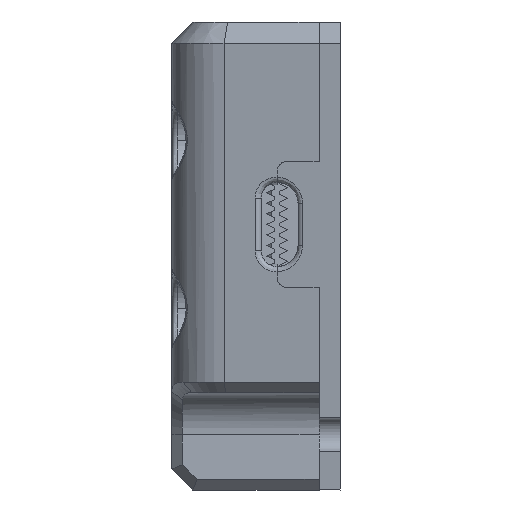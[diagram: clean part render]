
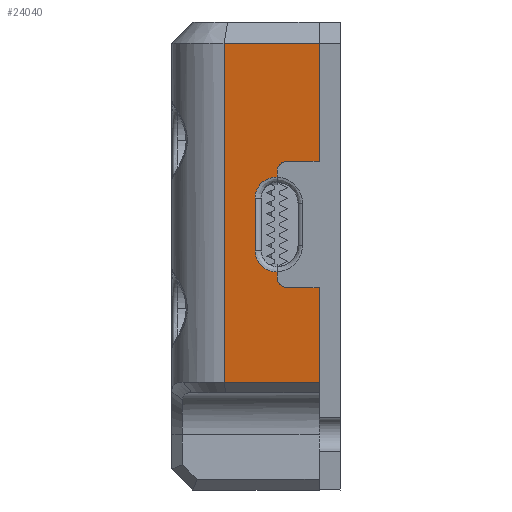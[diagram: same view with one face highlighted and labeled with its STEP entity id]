
A CAD part, left-side view. The second image highlights one B-rep face of the part: STEP entity #24040.
In plain terms, the highlighted planar face has unit normal (-0.985, 0.174, 0).
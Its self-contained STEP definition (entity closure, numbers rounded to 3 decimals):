
#20552=CARTESIAN_POINT('',(-75.118,5.,-3.));
#20553=CARTESIAN_POINT('',(-75.06,5.331,-3.));
#20554=CARTESIAN_POINT('',(-74.987,5.746,
-2.749));
#20555=CARTESIAN_POINT('',(-74.942,6.,-2.336));
#20556=CARTESIAN_POINT('',(-74.942,6.,-2.));
#20606=CARTESIAN_POINT('',(-74.942,6.,
-1.498));
#20623=CARTESIAN_POINT('',(-74.942,6.,8.));
#20624=CARTESIAN_POINT('',(-74.942,6.,8.336));
#20625=CARTESIAN_POINT('',(-74.987,5.746,
8.749));
#20626=CARTESIAN_POINT('',(-75.06,5.331,9.));
#20627=CARTESIAN_POINT('',(-75.118,5.,9.));
#20641=DIRECTION('',(0.,0.,-1.));
#20642=VECTOR('',#20641,0.502);
#20643=CARTESIAN_POINT('',(-74.942,6.,
-1.498));
#20644=LINE('',#20643,#20642);
#20648=DIRECTION('',(0.174,0.985,0.));
#20649=VECTOR('',#20648,3.046);
#20650=CARTESIAN_POINT('',(-75.647,2.,-3.));
#20651=LINE('',#20650,#20649);
#20655=DIRECTION('',(0.,0.,1.));
#20656=VECTOR('',#20655,9.);
#20657=CARTESIAN_POINT('',(-75.647,2.,-12.));
#20658=LINE('',#20657,#20656);
#20662=DIRECTION('',(0.174,0.985,0.));
#20663=VECTOR('',#20662,9.181);
#20664=CARTESIAN_POINT('',(-75.647,2.,-12.));
#20665=LINE('',#20664,#20663);
#20669=DIRECTION('',(-0.174,-0.985,
0.));
#20670=VECTOR('',#20669,9.181);
#20671=CARTESIAN_POINT('',(-74.053,11.042,
20.25));
#20672=LINE('',#20671,#20670);
#20676=DIRECTION('',(0.,0.,1.));
#20677=VECTOR('',#20676,11.25);
#20678=CARTESIAN_POINT('',(-75.647,2.,9.));
#20679=LINE('',#20678,#20677);
#20683=DIRECTION('',(0.174,0.985,0.));
#20684=VECTOR('',#20683,3.046);
#20685=CARTESIAN_POINT('',(-75.647,2.,9.));
#20686=LINE('',#20685,#20684);
#20690=DIRECTION('',(0.,0.,-1.));
#20691=VECTOR('',#20690,0.502);
#20692=CARTESIAN_POINT('',(-74.942,6.,8.));
#20693=LINE('',#20692,#20691);
#20697=CARTESIAN_POINT('',(-74.942,6.,
7.498));
#20698=CARTESIAN_POINT('',(-74.918,6.136,
7.504));
#20699=CARTESIAN_POINT('',(-74.871,6.402,
7.488));
#20700=CARTESIAN_POINT('',(-74.802,6.792,
7.386));
#20701=CARTESIAN_POINT('',(-74.739,7.151,
7.209));
#20702=CARTESIAN_POINT('',(-74.684,7.466,
6.966));
#20703=CARTESIAN_POINT('',(-74.638,7.726,
6.668));
#20704=CARTESIAN_POINT('',(-74.602,7.928,
6.318));
#20705=CARTESIAN_POINT('',(-74.579,8.058,
5.916));
#20706=CARTESIAN_POINT('',(-74.574,8.087,
5.641));
#20707=CARTESIAN_POINT('',(-74.574,8.087,
5.5));
#20712=DIRECTION('',(0.,0.,-1.));
#20713=VECTOR('',#20712,5.);
#20714=CARTESIAN_POINT('',(-74.574,8.087,
5.5));
#20715=LINE('',#20714,#20713);
#20719=CARTESIAN_POINT('',(-74.574,8.087,
0.5));
#20720=CARTESIAN_POINT('',(-74.574,8.087,
0.364));
#20721=CARTESIAN_POINT('',(-74.579,8.059,
0.098));
#20722=CARTESIAN_POINT('',(-74.6,7.941,
-0.285));
#20723=CARTESIAN_POINT('',(-74.634,7.747,
-0.639));
#20724=CARTESIAN_POINT('',(-74.68,7.486,
-0.948));
#20725=CARTESIAN_POINT('',(-74.736,7.167,
-1.199));
#20726=CARTESIAN_POINT('',(-74.8,6.805,
-1.381));
#20727=CARTESIAN_POINT('',(-74.869,6.412,
-1.487));
#20728=CARTESIAN_POINT('',(-74.917,6.14,
-1.504));
#20729=CARTESIAN_POINT('',(-74.942,6.,
-1.498));
#20957=DIRECTION('',(0.,0.,1.));
#20958=VECTOR('',#20957,32.25);
#20959=CARTESIAN_POINT('',(-74.053,11.042,
-12.));
#20960=LINE('',#20959,#20958);
#21862=CARTESIAN_POINT('',(-75.647,2.,9.));
#21864=VERTEX_POINT('',#21862);
#21866=CARTESIAN_POINT('',(-75.647,2.,-3.));
#21868=VERTEX_POINT('',#21866);
#21870=CARTESIAN_POINT('',(-74.942,6.,8.));
#21872=VERTEX_POINT('',#21870);
#21874=CARTESIAN_POINT('',(-75.118,5.,9.));
#21876=VERTEX_POINT('',#21874);
#21879=CARTESIAN_POINT('',(-74.942,6.,-2.));
#21881=VERTEX_POINT('',#21879);
#21883=CARTESIAN_POINT('',(-75.118,5.,-3.));
#21885=VERTEX_POINT('',#21883);
#22129=CARTESIAN_POINT('',(-74.053,11.042,20.25));
#22131=VERTEX_POINT('',#22129);
#22144=CARTESIAN_POINT('',(-74.053,11.042,-12.));
#22146=VERTEX_POINT('',#22144);
#22187=CARTESIAN_POINT('',(-75.647,2.,20.25));
#22188=VERTEX_POINT('',#22187);
#22189=CARTESIAN_POINT('',(-75.647,2.,-12.));
#22190=VERTEX_POINT('',#22189);
#22205=VERTEX_POINT('',#20606);
#22206=VERTEX_POINT('',#20719);
#22207=CARTESIAN_POINT('',(-74.574,8.087,
5.5));
#22208=VERTEX_POINT('',#22207);
#22209=VERTEX_POINT('',#20697);
#24012=CARTESIAN_POINT('',(-76.,0.,-32.2));
#24013=DIRECTION('',(0.985,-0.174,0.));
#24014=DIRECTION('',(0.174,0.985,0.));
#24015=AXIS2_PLACEMENT_3D('',#24012,#24013,#24014);
#24016=PLANE('',#24015);
#24017=ORIENTED_EDGE('',*,*,#23988,.T.);
#24018=ORIENTED_EDGE('',*,*,#23960,.F.);
#24019=ORIENTED_EDGE('',*,*,#23946,.F.);
#24020=ORIENTED_EDGE('',*,*,#23863,.F.);
#24022=ORIENTED_EDGE('',*,*,#24021,.T.);
#24024=ORIENTED_EDGE('',*,*,#24023,.T.);
#24026=ORIENTED_EDGE('',*,*,#24025,.T.);
#24027=ORIENTED_EDGE('',*,*,#23879,.F.);
#24029=ORIENTED_EDGE('',*,*,#24028,.T.);
#24030=ORIENTED_EDGE('',*,*,#24004,.F.);
#24031=ORIENTED_EDGE('',*,*,#23977,.T.);
#24033=ORIENTED_EDGE('',*,*,#24032,.T.);
#24035=ORIENTED_EDGE('',*,*,#24034,.T.);
#24037=ORIENTED_EDGE('',*,*,#24036,.T.);
#24038=EDGE_LOOP('',(#24017,#24018,#24019,#24020,#24022,#24024,#24026,#24027,
#24029,#24030,#24031,#24033,#24035,#24037));
#24039=FACE_OUTER_BOUND('',#24038,.F.);
#24040=ADVANCED_FACE('',(#24039),#24016,.F.);
#20557=B_SPLINE_CURVE_WITH_KNOTS('',3,(#20552,#20553,#20554,#20555,#20556),
.UNSPECIFIED.,.F.,.F.,(4,1,4),(0.,0.5,1.),.UNSPECIFIED.);
#20628=B_SPLINE_CURVE_WITH_KNOTS('',3,(#20623,#20624,#20625,#20626,#20627),
.UNSPECIFIED.,.F.,.F.,(4,1,4),(0.,0.5,1.),.UNSPECIFIED.);
#20708=B_SPLINE_CURVE_WITH_KNOTS('',3,(#20697,#20698,#20699,#20700,#20701,
#20702,#20703,#20704,#20705,#20706,#20707),.UNSPECIFIED.,.F.,.F.,(4,1,1,1,1,1,1,
1,4),(0.,0.125,0.25,0.375,0.5,0.625,0.75,0.875,1.),
.UNSPECIFIED.);
#20730=B_SPLINE_CURVE_WITH_KNOTS('',3,(#20719,#20720,#20721,#20722,#20723,
#20724,#20725,#20726,#20727,#20728,#20729),.UNSPECIFIED.,.F.,.F.,(4,1,1,1,1,1,1,
1,4),(0.,0.125,0.25,0.375,0.5,0.625,0.75,0.875,1.),
.UNSPECIFIED.);
#23863=EDGE_CURVE('',#22190,#21868,#20658,.T.);
#23879=EDGE_CURVE('',#21864,#22188,#20679,.T.);
#23946=EDGE_CURVE('',#21868,#21885,#20651,.T.);
#23960=EDGE_CURVE('',#21885,#21881,#20557,.T.);
#23977=EDGE_CURVE('',#21872,#22209,#20693,.T.);
#23988=EDGE_CURVE('',#22205,#21881,#20644,.T.);
#24004=EDGE_CURVE('',#21872,#21876,#20628,.T.);
#24021=EDGE_CURVE('',#22190,#22146,#20665,.T.);
#24023=EDGE_CURVE('',#22146,#22131,#20960,.T.);
#24025=EDGE_CURVE('',#22131,#22188,#20672,.T.);
#24028=EDGE_CURVE('',#21864,#21876,#20686,.T.);
#24032=EDGE_CURVE('',#22209,#22208,#20708,.T.);
#24034=EDGE_CURVE('',#22208,#22206,#20715,.T.);
#24036=EDGE_CURVE('',#22206,#22205,#20730,.T.);
